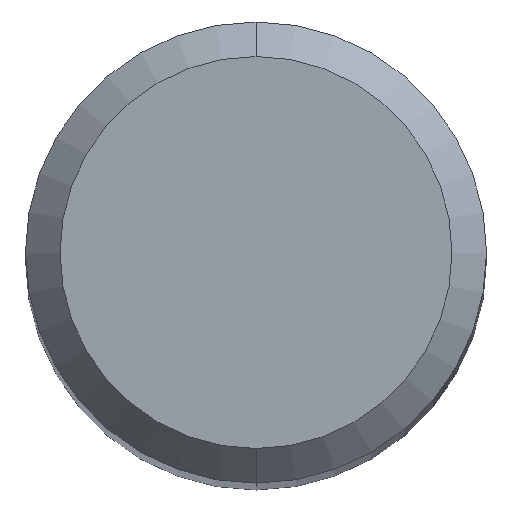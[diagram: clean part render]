
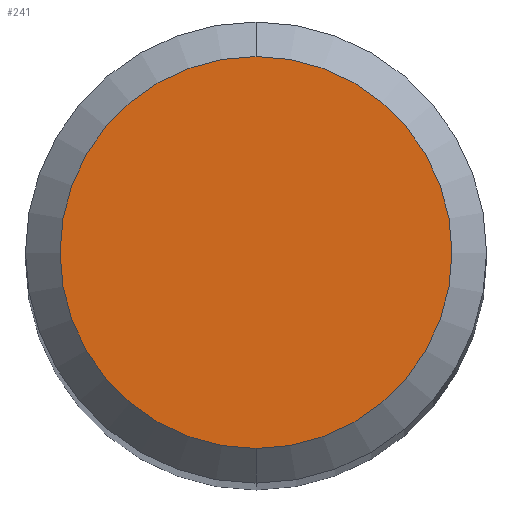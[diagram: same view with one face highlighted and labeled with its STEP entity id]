
A CAD part, top view. The second image highlights one B-rep face of the part: STEP entity #241.
In plain terms, the highlighted planar face has unit normal (0, 0, 1).
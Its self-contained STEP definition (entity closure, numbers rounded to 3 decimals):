
#241=ADVANCED_FACE('',(#553),#554,.T.);
#281=VERTEX_POINT('',#598);
#343=EDGE_CURVE('',#449,#281,#667,.T.);
#367=EDGE_CURVE('',#281,#449,#697,.T.);
#449=VERTEX_POINT('',#785);
#553=FACE_OUTER_BOUND('',#940,.T.);
#554=PLANE('',#941);
#598=CARTESIAN_POINT('',(0.0,1.7,0.0));
#667=CIRCLE('',#1188,1.7);
#697=CIRCLE('',#1239,1.7);
#785=CARTESIAN_POINT('',(0.,-1.7,0.0));
#940=EDGE_LOOP('',(#1512,#1513));
#941=AXIS2_PLACEMENT_3D('',#1514,#1515,#1516);
#1188=AXIS2_PLACEMENT_3D('',#1653,#1654,#1655);
#1239=AXIS2_PLACEMENT_3D('',#1713,#1714,#1715);
#1512=ORIENTED_EDGE('',*,*,#367,.F.);
#1513=ORIENTED_EDGE('',*,*,#343,.F.);
#1514=CARTESIAN_POINT('',(0.0,0.85,0.0));
#1515=DIRECTION('',(-0.0,0.0,1.0));
#1516=DIRECTION('',(0.0,-1.0,0.0));
#1653=CARTESIAN_POINT('',(0.0,0.0,0.0));
#1654=DIRECTION('',(0.0,0.0,-1.0));
#1655=DIRECTION('',(0.0,1.0,0.0));
#1713=CARTESIAN_POINT('',(0.0,0.0,0.0));
#1714=DIRECTION('',(0.0,0.0,-1.0));
#1715=DIRECTION('',(0.0,1.0,0.0));
